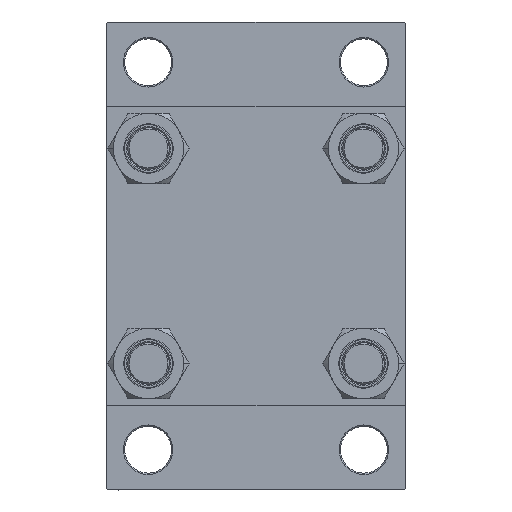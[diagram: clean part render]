
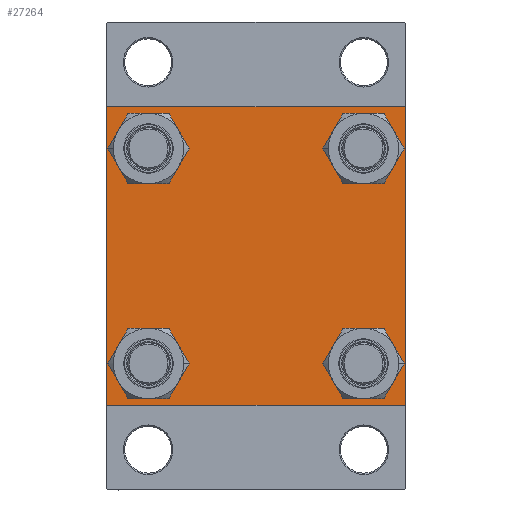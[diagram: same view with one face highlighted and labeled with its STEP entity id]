
A CAD part, left-side view. The second image highlights one B-rep face of the part: STEP entity #27264.
In plain terms, the highlighted planar face has unit normal (-1, 0, 0).
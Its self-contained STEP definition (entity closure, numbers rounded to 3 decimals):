
#423 = EDGE_CURVE ( 'NONE', #30669, #2832, #5431, .T. ) ;
#496 = CARTESIAN_POINT ( 'NONE',  ( 0., -57.5, 57.5 ) ) ;
#981 = EDGE_CURVE ( 'NONE', #18501, #26710, #5855, .T. ) ;
#1278 = EDGE_LOOP ( 'NONE', ( #8691, #7830 ) ) ;
#1349 = AXIS2_PLACEMENT_3D ( 'NONE', #28216, #12573, #9385 ) ;
#1546 = VERTEX_POINT ( 'NONE', #27821 ) ;
#1617 = CARTESIAN_POINT ( 'NONE',  ( 0., -41.35, -32.85 ) ) ;
#1686 = FACE_BOUND ( 'NONE', #43422, .T. ) ;
#1723 = DIRECTION ( 'NONE',  ( 0., -0.707, -0.707 ) ) ;
#2832 = VERTEX_POINT ( 'NONE', #41872 ) ;
#3682 = VERTEX_POINT ( 'NONE', #10353 ) ;
#3827 = CARTESIAN_POINT ( 'NONE',  ( 0., -41.35, 41.35 ) ) ;
#4153 = DIRECTION ( 'NONE',  ( 0., 0., -1. ) ) ;
#4651 = CARTESIAN_POINT ( 'NONE',  ( 0., 41.35, 41.35 ) ) ;
#4777 = VERTEX_POINT ( 'NONE', #35889 ) ;
#4858 = VECTOR ( 'NONE', #43903, 1000. ) ;
#4940 = ORIENTED_EDGE ( 'NONE', *, *, #9171, .T. ) ;
#5023 = DIRECTION ( 'NONE',  ( 1., 0., 0. ) ) ;
#5431 = LINE ( 'NONE', #38417, #11613 ) ;
#5855 = LINE ( 'NONE', #9523, #41279 ) ;
#6385 = CARTESIAN_POINT ( 'NONE',  ( 0., -41.35, 41.35 ) ) ;
#6458 = VERTEX_POINT ( 'NONE', #11263 ) ;
#6471 = EDGE_CURVE ( 'NONE', #9043, #6458, #14067, .T. ) ;
#6990 = ORIENTED_EDGE ( 'NONE', *, *, #981, .T. ) ;
#7023 = ORIENTED_EDGE ( 'NONE', *, *, #27068, .T. ) ;
#7761 = DIRECTION ( 'NONE',  ( 0., -1., 0. ) ) ;
#7814 = LINE ( 'NONE', #496, #16155 ) ;
#7830 = ORIENTED_EDGE ( 'NONE', *, *, #37556, .T. ) ;
#8045 = CARTESIAN_POINT ( 'NONE',  ( 0., 0., 0. ) ) ;
#8289 = PLANE ( 'NONE',  #24077 ) ;
#8328 = ORIENTED_EDGE ( 'NONE', *, *, #18479, .T. ) ;
#8691 = ORIENTED_EDGE ( 'NONE', *, *, #33008, .T. ) ;
#9043 = VERTEX_POINT ( 'NONE', #11903 ) ;
#9080 = CIRCLE ( 'NONE', #45743, 8.5 ) ;
#9171 = EDGE_CURVE ( 'NONE', #26710, #46608, #33306, .T. ) ;
#9385 = DIRECTION ( 'NONE',  ( 0., 0., 1. ) ) ;
#9523 = CARTESIAN_POINT ( 'NONE',  ( 0., 57.25, -57.25 ) ) ;
#10010 = CARTESIAN_POINT ( 'NONE',  ( 0., -41.35, -41.35 ) ) ;
#10353 = CARTESIAN_POINT ( 'NONE',  ( 0., 41.35, -32.85 ) ) ;
#10968 = DIRECTION ( 'NONE',  ( 0., 0., -1. ) ) ;
#11224 = DIRECTION ( 'NONE',  ( 0., 0., 1. ) ) ;
#11263 = CARTESIAN_POINT ( 'NONE',  ( 0., 41.35, 32.85 ) ) ;
#11613 = VECTOR ( 'NONE', #27686, 1000. ) ;
#11715 = DIRECTION ( 'NONE',  ( -1., 0., 0. ) ) ;
#11903 = CARTESIAN_POINT ( 'NONE',  ( 0., 41.35, 49.85 ) ) ;
#12322 = CIRCLE ( 'NONE', #48329, 8.5 ) ;
#12573 = DIRECTION ( 'NONE',  ( 1., 0., 0. ) ) ;
#13326 = CARTESIAN_POINT ( 'NONE',  ( 0., 41.35, 41.35 ) ) ;
#13825 = CIRCLE ( 'NONE', #1349, 8.5 ) ;
#13970 = AXIS2_PLACEMENT_3D ( 'NONE', #10010, #15121, #11224 ) ;
#14067 = CIRCLE ( 'NONE', #21064, 8.5 ) ;
#14079 = EDGE_LOOP ( 'NONE', ( #27895, #6990, #4940, #7023, #19225, #15697, #18239, #14330 ) ) ;
#14176 = CARTESIAN_POINT ( 'NONE',  ( 0., 41.35, -49.85 ) ) ;
#14330 = ORIENTED_EDGE ( 'NONE', *, *, #46637, .T. ) ;
#15121 = DIRECTION ( 'NONE',  ( 1., 0., 0. ) ) ;
#15697 = ORIENTED_EDGE ( 'NONE', *, *, #423, .T. ) ;
#16155 = VECTOR ( 'NONE', #4153, 1000. ) ;
#18239 = ORIENTED_EDGE ( 'NONE', *, *, #33597, .F. ) ;
#18374 = CARTESIAN_POINT ( 'NONE',  ( 0., 57.5, -57.5 ) ) ;
#18479 = EDGE_CURVE ( 'NONE', #38398, #20736, #29929, .T. ) ;
#18501 = VERTEX_POINT ( 'NONE', #22268 ) ;
#18712 = VERTEX_POINT ( 'NONE', #28332 ) ;
#19019 = VECTOR ( 'NONE', #10968, 1000. ) ;
#19225 = ORIENTED_EDGE ( 'NONE', *, *, #32371, .F. ) ;
#19266 = DIRECTION ( 'NONE',  ( 0., 0., 1. ) ) ;
#19616 = VECTOR ( 'NONE', #33072, 1000. ) ;
#19778 = EDGE_CURVE ( 'NONE', #22741, #18501, #48111, .T. ) ;
#20230 = FACE_BOUND ( 'NONE', #45200, .T. ) ;
#20462 = CARTESIAN_POINT ( 'NONE',  ( 0., -41.35, 49.85 ) ) ;
#20502 = DIRECTION ( 'NONE',  ( 1., 0., 0. ) ) ;
#20640 = DIRECTION ( 'NONE',  ( 1., 0., 0. ) ) ;
#20736 = VERTEX_POINT ( 'NONE', #20462 ) ;
#20919 = VECTOR ( 'NONE', #28139, 1000. ) ;
#21064 = AXIS2_PLACEMENT_3D ( 'NONE', #4651, #22989, #37871 ) ;
#21486 = CARTESIAN_POINT ( 'NONE',  ( 0., 57.5, 57.5 ) ) ;
#21524 = LINE ( 'NONE', #29105, #20919 ) ;
#21687 = VECTOR ( 'NONE', #7761, 1000. ) ;
#22151 = AXIS2_PLACEMENT_3D ( 'NONE', #6385, #40821, #44716 ) ;
#22268 = CARTESIAN_POINT ( 'NONE',  ( 0., 57.5, -57. ) ) ;
#22411 = ORIENTED_EDGE ( 'NONE', *, *, #36534, .T. ) ;
#22477 = CARTESIAN_POINT ( 'NONE',  ( 0., 57.5, 57. ) ) ;
#22741 = VERTEX_POINT ( 'NONE', #22477 ) ;
#22966 = FACE_OUTER_BOUND ( 'NONE', #14079, .T. ) ;
#22989 = DIRECTION ( 'NONE',  ( 1., 0., 0. ) ) ;
#24076 = CARTESIAN_POINT ( 'NONE',  ( 0., -41.35, -41.35 ) ) ;
#24077 = AXIS2_PLACEMENT_3D ( 'NONE', #8045, #11715, #19266 ) ;
#24472 = EDGE_CURVE ( 'NONE', #20736, #38398, #30164, .T. ) ;
#25113 = CARTESIAN_POINT ( 'NONE',  ( 0., -57., -57.5 ) ) ;
#25143 = ORIENTED_EDGE ( 'NONE', *, *, #36927, .T. ) ;
#25705 = CIRCLE ( 'NONE', #13970, 8.5 ) ;
#26236 = ORIENTED_EDGE ( 'NONE', *, *, #30347, .T. ) ;
#26710 = VERTEX_POINT ( 'NONE', #39158 ) ;
#26804 = CARTESIAN_POINT ( 'NONE',  ( 0., -41.35, 32.85 ) ) ;
#27068 = EDGE_CURVE ( 'NONE', #46608, #1546, #21524, .T. ) ;
#27264 = ADVANCED_FACE ( 'NONE', ( #20230, #31258, #34448, #1686, #22966 ), #8289, .T. ) ;
#27608 = ORIENTED_EDGE ( 'NONE', *, *, #6471, .T. ) ;
#27686 = DIRECTION ( 'NONE',  ( 0., 0.707, 0.707 ) ) ;
#27788 = AXIS2_PLACEMENT_3D ( 'NONE', #3827, #39993, #29746 ) ;
#27821 = CARTESIAN_POINT ( 'NONE',  ( 0., -57.5, -57. ) ) ;
#27895 = ORIENTED_EDGE ( 'NONE', *, *, #19778, .T. ) ;
#28139 = DIRECTION ( 'NONE',  ( 0., -0.707, 0.707 ) ) ;
#28216 = CARTESIAN_POINT ( 'NONE',  ( 0., 41.35, -41.35 ) ) ;
#28332 = CARTESIAN_POINT ( 'NONE',  ( 0., -41.35, -49.85 ) ) ;
#29105 = CARTESIAN_POINT ( 'NONE',  ( 0., -57.25, -57.25 ) ) ;
#29746 = DIRECTION ( 'NONE',  ( 0., 0., 1. ) ) ;
#29929 = CIRCLE ( 'NONE', #22151, 8.5 ) ;
#30164 = CIRCLE ( 'NONE', #27788, 8.5 ) ;
#30347 = EDGE_CURVE ( 'NONE', #46912, #18712, #9080, .T. ) ;
#30669 = VERTEX_POINT ( 'NONE', #36710 ) ;
#31258 = FACE_BOUND ( 'NONE', #42202, .T. ) ;
#32371 = EDGE_CURVE ( 'NONE', #30669, #1546, #7814, .T. ) ;
#33008 = EDGE_CURVE ( 'NONE', #3682, #44878, #13825, .T. ) ;
#33072 = DIRECTION ( 'NONE',  ( 0., -1., 0. ) ) ;
#33306 = LINE ( 'NONE', #18374, #19616 ) ;
#33484 = CIRCLE ( 'NONE', #38923, 8.5 ) ;
#33597 = EDGE_CURVE ( 'NONE', #4777, #2832, #37810, .T. ) ;
#34448 = FACE_BOUND ( 'NONE', #1278, .T. ) ;
#35889 = CARTESIAN_POINT ( 'NONE',  ( 0., 57., 57.5 ) ) ;
#36534 = EDGE_CURVE ( 'NONE', #18712, #46912, #25705, .T. ) ;
#36710 = CARTESIAN_POINT ( 'NONE',  ( 0., -57.5, 57. ) ) ;
#36927 = EDGE_CURVE ( 'NONE', #6458, #9043, #33484, .T. ) ;
#37064 = LINE ( 'NONE', #39991, #4858 ) ;
#37556 = EDGE_CURVE ( 'NONE', #44878, #3682, #12322, .T. ) ;
#37810 = LINE ( 'NONE', #42184, #21687 ) ;
#37871 = DIRECTION ( 'NONE',  ( 0., 0., 1. ) ) ;
#38398 = VERTEX_POINT ( 'NONE', #26804 ) ;
#38417 = CARTESIAN_POINT ( 'NONE',  ( 0., -57.25, 57.25 ) ) ;
#38923 = AXIS2_PLACEMENT_3D ( 'NONE', #13326, #5023, #42150 ) ;
#38958 = DIRECTION ( 'NONE',  ( 0., 0., 1. ) ) ;
#39158 = CARTESIAN_POINT ( 'NONE',  ( 0., 57., -57.5 ) ) ;
#39991 = CARTESIAN_POINT ( 'NONE',  ( 0., 57.25, 57.25 ) ) ;
#39993 = DIRECTION ( 'NONE',  ( 1., 0., 0. ) ) ;
#40821 = DIRECTION ( 'NONE',  ( 1., 0., 0. ) ) ;
#41279 = VECTOR ( 'NONE', #1723, 1000. ) ;
#41872 = CARTESIAN_POINT ( 'NONE',  ( 0., -57., 57.5 ) ) ;
#42150 = DIRECTION ( 'NONE',  ( 0., 0., 1. ) ) ;
#42184 = CARTESIAN_POINT ( 'NONE',  ( 0., 57.5, 57.5 ) ) ;
#42202 = EDGE_LOOP ( 'NONE', ( #26236, #22411 ) ) ;
#42244 = DIRECTION ( 'NONE',  ( 0., 0., 1. ) ) ;
#42487 = CARTESIAN_POINT ( 'NONE',  ( 0., 41.35, -41.35 ) ) ;
#42501 = ORIENTED_EDGE ( 'NONE', *, *, #24472, .T. ) ;
#43422 = EDGE_LOOP ( 'NONE', ( #27608, #25143 ) ) ;
#43903 = DIRECTION ( 'NONE',  ( 0., 0.707, -0.707 ) ) ;
#44716 = DIRECTION ( 'NONE',  ( 0., 0., 1. ) ) ;
#44878 = VERTEX_POINT ( 'NONE', #14176 ) ;
#45200 = EDGE_LOOP ( 'NONE', ( #42501, #8328 ) ) ;
#45743 = AXIS2_PLACEMENT_3D ( 'NONE', #24076, #20640, #38958 ) ;
#46608 = VERTEX_POINT ( 'NONE', #25113 ) ;
#46637 = EDGE_CURVE ( 'NONE', #4777, #22741, #37064, .T. ) ;
#46912 = VERTEX_POINT ( 'NONE', #1617 ) ;
#48111 = LINE ( 'NONE', #21486, #19019 ) ;
#48329 = AXIS2_PLACEMENT_3D ( 'NONE', #42487, #20502, #42244 ) ;
